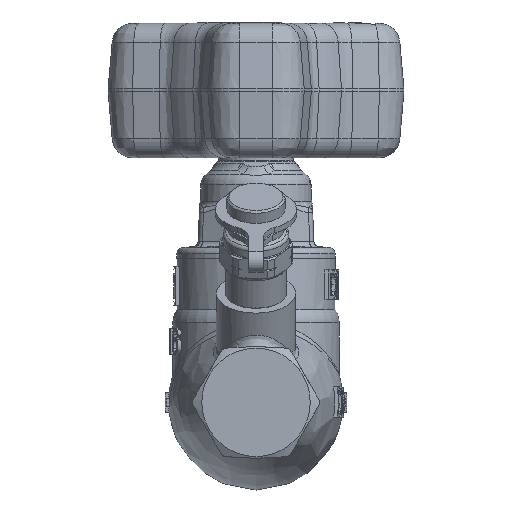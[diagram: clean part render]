
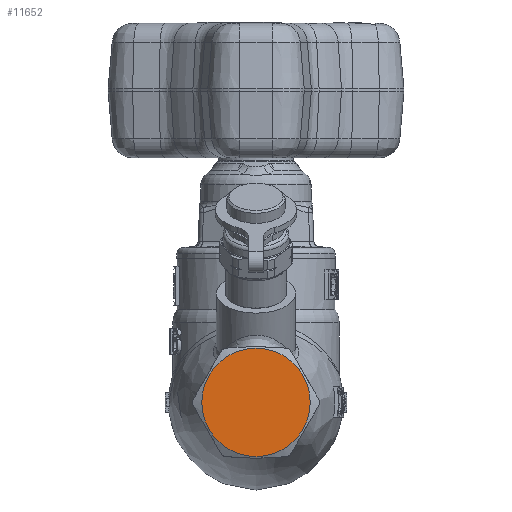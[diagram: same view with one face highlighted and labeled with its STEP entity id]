
A CAD part, left-side view. The second image highlights one B-rep face of the part: STEP entity #11652.
In plain terms, the highlighted planar face has unit normal (-1, 0, 0).
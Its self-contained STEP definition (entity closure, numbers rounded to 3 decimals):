
#10893=CIRCLE('',#33566,13.);
#11652=ADVANCED_FACE('',(#13430),#12861,.F.);
#12861=PLANE('',#33568);
#13430=FACE_OUTER_BOUND('',#14742,.T.);
#14742=EDGE_LOOP('',(#18514));
#18514=ORIENTED_EDGE('',*,*,#27135,.T.);
#24765=VERTEX_POINT('',#45104);
#27135=EDGE_CURVE('',#24765,#24765,#10893,.T.);
#33566=AXIS2_PLACEMENT_3D('',#45103,#35621,#35622);
#33568=AXIS2_PLACEMENT_3D('',#45106,#35625,#35626);
#35621=DIRECTION('',(-1.,0.,0.));
#35622=DIRECTION('',(0.,0.,1.));
#35625=DIRECTION('',(1.,0.,0.));
#35626=DIRECTION('',(0.,0.,1.));
#45103=CARTESIAN_POINT('',(-50.,0.,0.));
#45104=CARTESIAN_POINT('',(-50.,0.,13.));
#45106=CARTESIAN_POINT('',(-50.,0.,0.));
